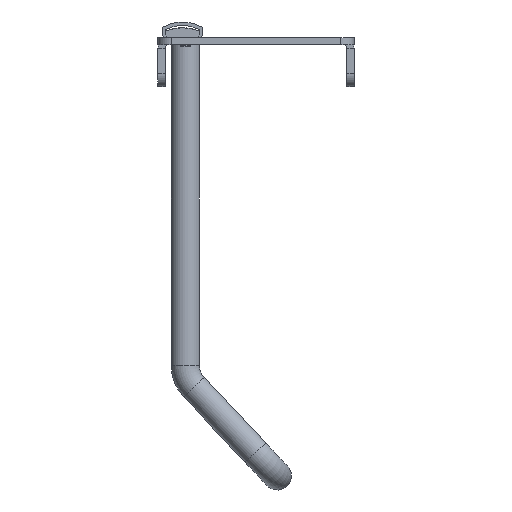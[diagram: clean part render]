
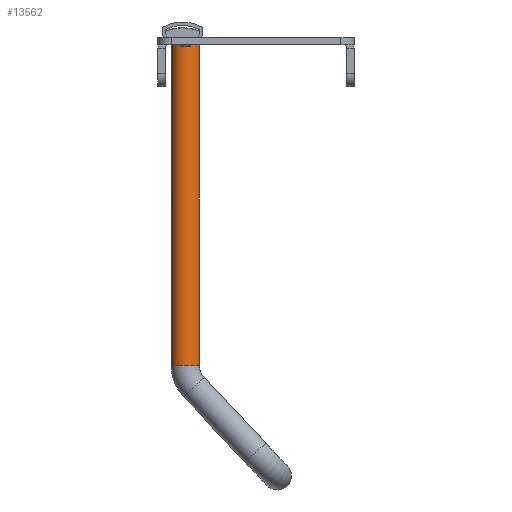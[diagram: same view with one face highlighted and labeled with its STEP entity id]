
A CAD part, left-side view. The second image highlights one B-rep face of the part: STEP entity #13562.
In plain terms, the highlighted cylindrical face has radius 3.175 mm (diameter 6.35 mm), a full revolution.
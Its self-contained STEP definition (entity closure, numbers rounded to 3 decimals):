
#850=FACE_OUTER_BOUND('',#1579,.T.);
#1579=EDGE_LOOP('',(#9191,#9192,#9193,#9194,#9195));
#2367=CIRCLE('',#14469,3.175);
#2368=CIRCLE('',#14470,3.175);
#2369=CIRCLE('',#14471,3.175);
#3929=LINE('',#24287,#4451);
#4451=VECTOR('',#15985,3.175);
#5335=VERTEX_POINT('',#24284);
#5336=VERTEX_POINT('',#24286);
#5337=VERTEX_POINT('',#24288);
#6847=EDGE_CURVE('',#5335,#5335,#2367,.T.);
#6848=EDGE_CURVE('',#5335,#5336,#3929,.T.);
#6849=EDGE_CURVE('',#5336,#5337,#2368,.T.);
#6850=EDGE_CURVE('',#5337,#5336,#2369,.T.);
#9191=ORIENTED_EDGE('',*,*,#6847,.F.);
#9192=ORIENTED_EDGE('',*,*,#6848,.T.);
#9193=ORIENTED_EDGE('',*,*,#6849,.T.);
#9194=ORIENTED_EDGE('',*,*,#6850,.T.);
#9195=ORIENTED_EDGE('',*,*,#6848,.F.);
#12515=CYLINDRICAL_SURFACE('',#14468,3.175);
#13562=ADVANCED_FACE('',(#850),#12515,.T.);
#14468=AXIS2_PLACEMENT_3D('',#24283,#15981,#15982);
#14469=AXIS2_PLACEMENT_3D('',#24285,#15983,#15984);
#14470=AXIS2_PLACEMENT_3D('',#24289,#15986,#15987);
#14471=AXIS2_PLACEMENT_3D('',#24290,#15988,#15989);
#15981=DIRECTION('center_axis',(0.,0.,
1.));
#15982=DIRECTION('ref_axis',(1.,0.,0.));
#15983=DIRECTION('center_axis',(0.,0.,1.));
#15984=DIRECTION('ref_axis',(1.,0.,0.));
#15985=DIRECTION('',(0.,0.,-1.));
#15986=DIRECTION('center_axis',(0.,0.,
1.));
#15987=DIRECTION('ref_axis',(1.,0.,0.));
#15988=DIRECTION('center_axis',(0.,0.,
1.));
#15989=DIRECTION('ref_axis',(1.,0.,0.));
#24283=CARTESIAN_POINT('Origin',(-221.485,22.52,-68.));
#24284=CARTESIAN_POINT('',(-224.66,22.52,4.));
#24285=CARTESIAN_POINT('Origin',(-221.485,22.52,4.));
#24286=CARTESIAN_POINT('',(-224.66,22.52,-68.));
#24287=CARTESIAN_POINT('',(-224.66,22.52,-68.));
#24288=CARTESIAN_POINT('',(-221.485,19.345,-68.));
#24289=CARTESIAN_POINT('Origin',(-221.485,22.52,-68.));
#24290=CARTESIAN_POINT('Origin',(-221.485,22.52,-68.));
